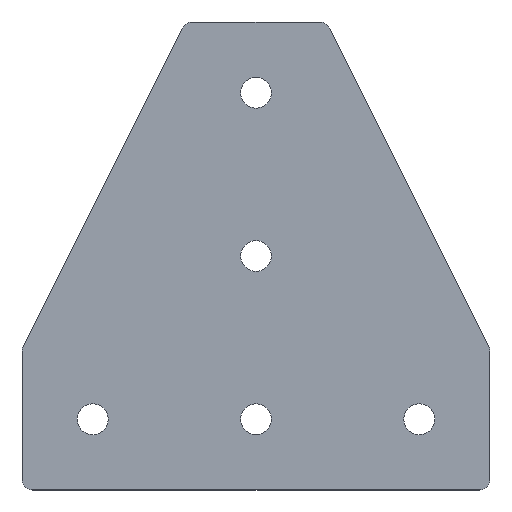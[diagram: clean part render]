
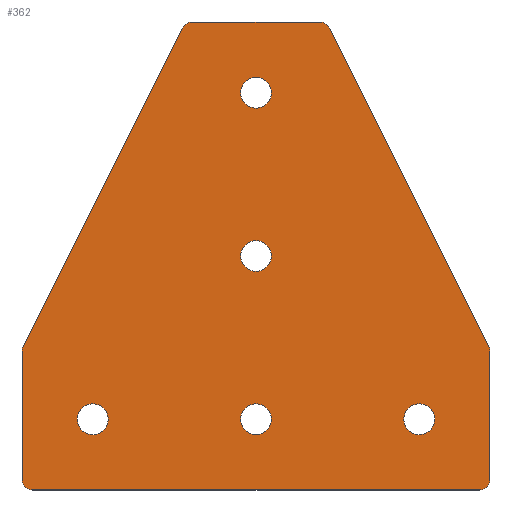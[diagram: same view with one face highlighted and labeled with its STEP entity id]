
A CAD part, top view. The second image highlights one B-rep face of the part: STEP entity #362.
In plain terms, the highlighted planar face has unit normal (0, 0, 1).
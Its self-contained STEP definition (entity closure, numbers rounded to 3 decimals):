
#25=FACE_BOUND('',#86,.T.);
#26=FACE_BOUND('',#87,.T.);
#27=FACE_BOUND('',#88,.T.);
#28=FACE_BOUND('',#89,.T.);
#29=FACE_BOUND('',#90,.T.);
#37=PLANE('',#405);
#56=FACE_OUTER_BOUND('',#85,.T.);
#85=EDGE_LOOP('',(#316,#317,#318,#319,#320,#321,#322,#323,#324,#325,#326,
#327));
#86=EDGE_LOOP('',(#328));
#87=EDGE_LOOP('',(#329));
#88=EDGE_LOOP('',(#330));
#89=EDGE_LOOP('',(#331));
#90=EDGE_LOOP('',(#332));
#95=LINE('',#529,#119);
#103=LINE('',#567,#127);
#106=LINE('',#575,#130);
#109=LINE('',#584,#133);
#113=LINE('',#610,#137);
#114=LINE('',#612,#138);
#119=VECTOR('',#420,35.292);
#127=VECTOR('',#456,98.061);
#130=VECTOR('',#465,35.292);
#133=VECTOR('',#474,35.292);
#137=VECTOR('',#508,98.061);
#138=VECTOR('',#511,123.);
#139=CIRCLE('',#366,3.);
#151=CIRCLE('',#381,3.);
#152=CIRCLE('',#384,3.);
#153=CIRCLE('',#387,3.);
#154=CIRCLE('',#390,3.);
#155=CIRCLE('',#392,3.);
#156=CIRCLE('',#394,4.25);
#157=CIRCLE('',#396,4.25);
#158=CIRCLE('',#398,4.25);
#159=CIRCLE('',#400,4.25);
#160=CIRCLE('',#402,4.25);
#161=VERTEX_POINT('',#516);
#162=VERTEX_POINT('',#517);
#166=VERTEX_POINT('',#527);
#181=VERTEX_POINT('',#561);
#182=VERTEX_POINT('',#565);
#183=VERTEX_POINT('',#569);
#184=VERTEX_POINT('',#573);
#185=VERTEX_POINT('',#577);
#186=VERTEX_POINT('',#578);
#187=VERTEX_POINT('',#583);
#188=VERTEX_POINT('',#587);
#189=VERTEX_POINT('',#591);
#190=VERTEX_POINT('',#595);
#191=VERTEX_POINT('',#598);
#192=VERTEX_POINT('',#601);
#193=VERTEX_POINT('',#604);
#194=VERTEX_POINT('',#607);
#195=EDGE_CURVE('',#161,#162,#139,.T.);
#201=EDGE_CURVE('',#161,#166,#95,.T.);
#217=EDGE_CURVE('',#181,#166,#151,.T.);
#220=EDGE_CURVE('',#181,#182,#103,.T.);
#221=EDGE_CURVE('',#183,#182,#152,.T.);
#224=EDGE_CURVE('',#183,#184,#106,.T.);
#225=EDGE_CURVE('',#185,#186,#153,.T.);
#228=EDGE_CURVE('',#187,#186,#109,.T.);
#230=EDGE_CURVE('',#187,#188,#154,.T.);
#232=EDGE_CURVE('',#189,#184,#155,.T.);
#234=EDGE_CURVE('',#190,#190,#156,.T.);
#235=EDGE_CURVE('',#191,#191,#157,.T.);
#236=EDGE_CURVE('',#192,#192,#158,.T.);
#237=EDGE_CURVE('',#193,#193,#159,.T.);
#238=EDGE_CURVE('',#194,#194,#160,.T.);
#239=EDGE_CURVE('',#189,#188,#113,.T.);
#240=EDGE_CURVE('',#185,#162,#114,.T.);
#316=ORIENTED_EDGE('',*,*,#195,.F.);
#317=ORIENTED_EDGE('',*,*,#201,.T.);
#318=ORIENTED_EDGE('',*,*,#217,.F.);
#319=ORIENTED_EDGE('',*,*,#220,.T.);
#320=ORIENTED_EDGE('',*,*,#221,.F.);
#321=ORIENTED_EDGE('',*,*,#224,.T.);
#322=ORIENTED_EDGE('',*,*,#232,.F.);
#323=ORIENTED_EDGE('',*,*,#239,.T.);
#324=ORIENTED_EDGE('',*,*,#230,.F.);
#325=ORIENTED_EDGE('',*,*,#228,.T.);
#326=ORIENTED_EDGE('',*,*,#225,.F.);
#327=ORIENTED_EDGE('',*,*,#240,.T.);
#328=ORIENTED_EDGE('',*,*,#234,.T.);
#329=ORIENTED_EDGE('',*,*,#235,.T.);
#330=ORIENTED_EDGE('',*,*,#236,.T.);
#331=ORIENTED_EDGE('',*,*,#237,.T.);
#332=ORIENTED_EDGE('',*,*,#238,.T.);
#362=ADVANCED_FACE('',(#56,#25,#26,#27,#28,#29),#37,.T.);
#366=AXIS2_PLACEMENT_3D('',#518,#410,#411);
#381=AXIS2_PLACEMENT_3D('',#562,#450,#451);
#384=AXIS2_PLACEMENT_3D('',#570,#459,#460);
#387=AXIS2_PLACEMENT_3D('',#579,#468,#469);
#390=AXIS2_PLACEMENT_3D('',#588,#478,#479);
#392=AXIS2_PLACEMENT_3D('',#592,#483,#484);
#394=AXIS2_PLACEMENT_3D('',#596,#488,#489);
#396=AXIS2_PLACEMENT_3D('',#599,#492,#493);
#398=AXIS2_PLACEMENT_3D('',#602,#496,#497);
#400=AXIS2_PLACEMENT_3D('',#605,#500,#501);
#402=AXIS2_PLACEMENT_3D('',#608,#504,#505);
#405=AXIS2_PLACEMENT_3D('',#613,#512,#513);
#410=DIRECTION('center_axis',(0.,0.,-1.));
#411=DIRECTION('ref_axis',(0.707,-0.707,0.));
#420=DIRECTION('',(0.,1.,0.));
#450=DIRECTION('center_axis',(0.,0.,-1.));
#451=DIRECTION('ref_axis',(0.973,0.23,0.));
#456=DIRECTION('',(-0.447,0.894,0.));
#459=DIRECTION('center_axis',(0.,0.,-1.));
#460=DIRECTION('ref_axis',(0.526,0.851,0.));
#465=DIRECTION('',(-1.,0.,0.));
#468=DIRECTION('center_axis',(0.,0.,-1.));
#469=DIRECTION('ref_axis',(-0.707,-0.707,0.));
#474=DIRECTION('',(0.,-1.,0.));
#478=DIRECTION('center_axis',(0.,0.,-1.));
#479=DIRECTION('ref_axis',(-0.973,0.23,0.));
#483=DIRECTION('center_axis',(0.,0.,-1.));
#484=DIRECTION('ref_axis',(-0.526,0.851,0.));
#488=DIRECTION('center_axis',(0.,0.,-1.));
#489=DIRECTION('ref_axis',(-1.,0.,0.));
#492=DIRECTION('center_axis',(0.,0.,-1.));
#493=DIRECTION('ref_axis',(-1.,0.,0.));
#496=DIRECTION('center_axis',(0.,0.,-1.));
#497=DIRECTION('ref_axis',(-1.,0.,0.));
#500=DIRECTION('center_axis',(0.,0.,-1.));
#501=DIRECTION('ref_axis',(-1.,0.,0.));
#504=DIRECTION('center_axis',(0.,0.,-1.));
#505=DIRECTION('ref_axis',(-1.,0.,0.));
#508=DIRECTION('',(-0.447,-0.894,0.));
#511=DIRECTION('',(1.,0.,0.));
#512=DIRECTION('center_axis',(0.,0.,1.));
#513=DIRECTION('ref_axis',(1.,0.,0.));
#516=CARTESIAN_POINT('',(64.5,3.,5.));
#517=CARTESIAN_POINT('',(61.5,0.,5.));
#518=CARTESIAN_POINT('Origin',(61.5,3.,5.));
#527=CARTESIAN_POINT('',(64.5,38.292,5.));
#529=CARTESIAN_POINT('',(64.5,0.,5.));
#561=CARTESIAN_POINT('',(64.183,39.633,5.));
#562=CARTESIAN_POINT('Origin',(61.5,38.292,5.));
#565=CARTESIAN_POINT('',(20.329,127.342,5.));
#567=CARTESIAN_POINT('',(64.5,39.,5.));
#569=CARTESIAN_POINT('',(17.646,129.,5.));
#570=CARTESIAN_POINT('Origin',(17.646,126.,5.));
#573=CARTESIAN_POINT('',(-17.646,129.,5.));
#575=CARTESIAN_POINT('',(19.5,129.,5.));
#577=CARTESIAN_POINT('',(-61.5,0.,5.));
#578=CARTESIAN_POINT('',(-64.5,3.,5.));
#579=CARTESIAN_POINT('Origin',(-61.5,3.,5.));
#583=CARTESIAN_POINT('',(-64.5,38.292,5.));
#584=CARTESIAN_POINT('',(-64.5,39.,5.));
#587=CARTESIAN_POINT('',(-64.183,39.633,5.));
#588=CARTESIAN_POINT('Origin',(-61.5,38.292,5.));
#591=CARTESIAN_POINT('',(-20.329,127.342,5.));
#592=CARTESIAN_POINT('Origin',(-17.646,126.,5.));
#595=CARTESIAN_POINT('',(4.25,109.5,5.));
#596=CARTESIAN_POINT('Origin',(0.,109.5,5.));
#598=CARTESIAN_POINT('',(4.25,64.5,5.));
#599=CARTESIAN_POINT('Origin',(0.,64.5,5.));
#601=CARTESIAN_POINT('',(49.25,19.5,5.));
#602=CARTESIAN_POINT('Origin',(45.,19.5,5.));
#604=CARTESIAN_POINT('',(4.25,19.5,5.));
#605=CARTESIAN_POINT('Origin',(0.,19.5,5.));
#607=CARTESIAN_POINT('',(-40.75,19.5,5.));
#608=CARTESIAN_POINT('Origin',(-45.,19.5,5.));
#610=CARTESIAN_POINT('',(-19.5,129.,5.));
#612=CARTESIAN_POINT('',(-64.5,0.,5.));
#613=CARTESIAN_POINT('Origin',(0.,52.447,5.));
